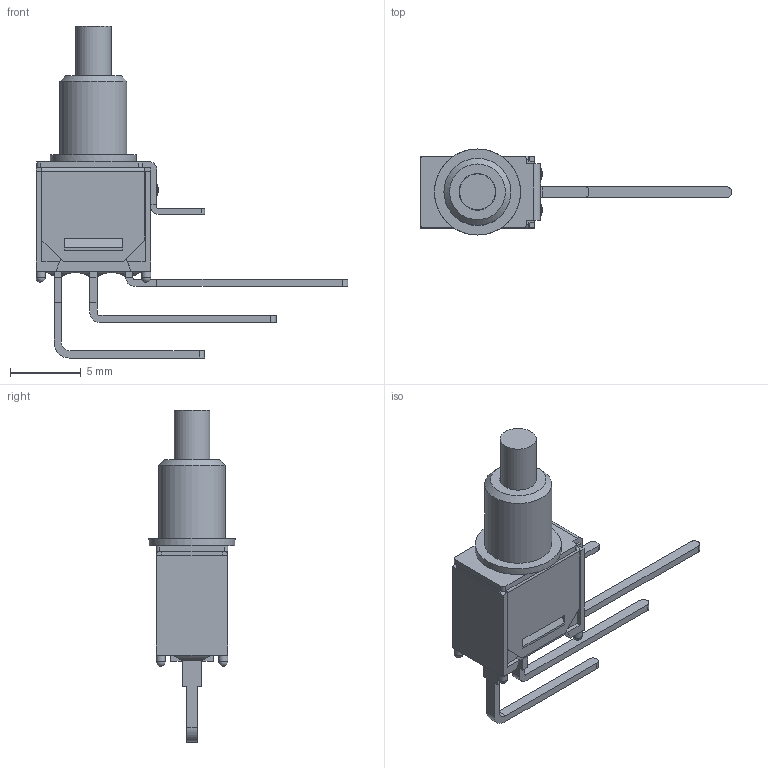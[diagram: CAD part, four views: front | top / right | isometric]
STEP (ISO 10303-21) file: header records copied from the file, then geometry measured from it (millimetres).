
FILE_DESCRIPTION(/* description */ (''),/* implementation_level */ '2;1');
FILE_NAME(/* name */ '800SP8B7M7xE.stp',/* time_stamp */ '2024-12-30T14:40:59-06:00',/* author */ ('mwilliams'),/* organization */ (''),/* preprocessor_version */ 'ST-DEVELOPER v18.1',/* originating_system */ 'Autodesk Inventor 2022',/* authorisation */ '');
FILE_SCHEMA (('AUTOMOTIVE_DESIGN { 1 0 10303 214 3 1 1 }'));
Length unit declared in the file: inch
Products named in the file (1): 000025892_Simplify_1
Bounding box: 22.09 x 6.1 x 23.53 mm (x, y, z)
Volume: 450.9 mm3; surface area: 825.8 mm2
Topology: 2 solids, 2 shells, 186 faces, 508 edges, 323 vertices
Faces by surface type: plane 143, cylinder 34, sphere 4, cone 3, bspline 2
Full cylindrical faces by diameter (mm): 0.65 x4, 2.54 x1, 2.6 x1, 4.75 x1, 6.1 x1
Entity records: 5941 total; most frequent: CARTESIAN_POINT 1154, ORIENTED_EDGE 1008, DIRECTION 957, EDGE_CURVE 504, LINE 405, VECTOR 405, VERTEX_POINT 323, AXIS2_PLACEMENT_3D 276
